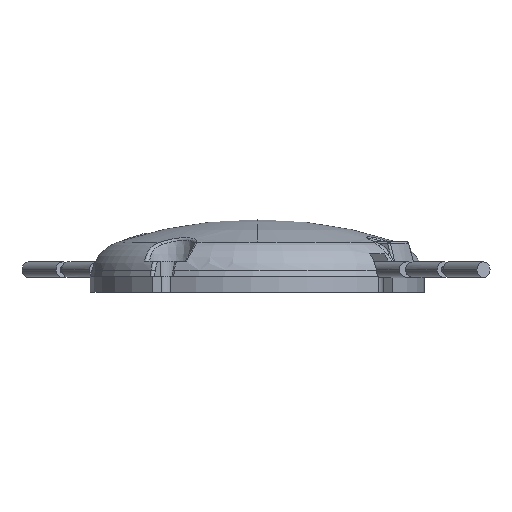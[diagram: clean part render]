
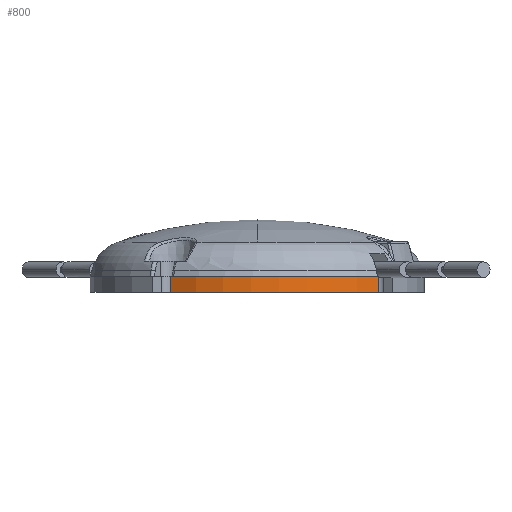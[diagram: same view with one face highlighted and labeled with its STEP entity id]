
A CAD part, front view. The second image highlights one B-rep face of the part: STEP entity #800.
In plain terms, the highlighted cylindrical face has radius 16.5 mm (diameter 33 mm), a partial arc.
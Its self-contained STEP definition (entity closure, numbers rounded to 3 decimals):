
#60=CARTESIAN_POINT('',(-8.548,-14.011,
-1.616));
#70=DIRECTION('',(0.,0.,1.));
#80=VECTOR('',#70,1.);
#90=LINE('',#60,#80);
#100=CARTESIAN_POINT('',(-8.548,-14.011,
-1.6));
#110=VERTEX_POINT('',#100);
#120=CARTESIAN_POINT('',(-8.548,-14.011,
0.));
#130=VERTEX_POINT('',#120);
#140=EDGE_CURVE('',#110,#130,#90,.T.);
#480=CARTESIAN_POINT('',(0.037,0.08,
-1.616));
#490=DIRECTION('',(0.,0.,1.));
#500=DIRECTION('',(1.,0.,0.));
#510=AXIS2_PLACEMENT_3D('',#480,#490,#500);
#520=CYLINDRICAL_SURFACE('',#510,16.5);
#530=CARTESIAN_POINT('',(0.037,0.08,
0.));
#540=DIRECTION('',(0.,0.,1.));
#550=DIRECTION('',(1.,0.,0.));
#560=AXIS2_PLACEMENT_3D('',#530,#540,#550);
#570=CIRCLE('',#560,16.5);
#580=CARTESIAN_POINT('',(11.976,-11.309,
0.));
#590=VERTEX_POINT('',#580);
#600=EDGE_CURVE('',#130,#590,#570,.T.);
#610=ORIENTED_EDGE('',*,*,#600,.F.);
#620=CARTESIAN_POINT('',(11.976,-11.309,
-1.616));
#630=DIRECTION('',(0.,0.,1.));
#640=VECTOR('',#630,1.);
#650=LINE('',#620,#640);
#660=CARTESIAN_POINT('',(11.976,-11.309,
-1.6));
#670=VERTEX_POINT('',#660);
#680=EDGE_CURVE('',#670,#590,#650,.T.);
#690=ORIENTED_EDGE('',*,*,#680,.T.);
#700=CARTESIAN_POINT('',(0.037,0.08,
-1.6));
#710=DIRECTION('',(0.,0.,1.));
#720=DIRECTION('',(1.,0.,0.));
#730=AXIS2_PLACEMENT_3D('',#700,#710,#720);
#740=CIRCLE('',#730,16.5);
#750=EDGE_CURVE('',#110,#670,#740,.T.);
#760=ORIENTED_EDGE('',*,*,#750,.T.);
#770=ORIENTED_EDGE('',*,*,#140,.F.);
#780=EDGE_LOOP('',(#770,#760,#690,#610));
#790=FACE_OUTER_BOUND('',#780,.T.);
#800=ADVANCED_FACE('',(#790),#520,.T.);
